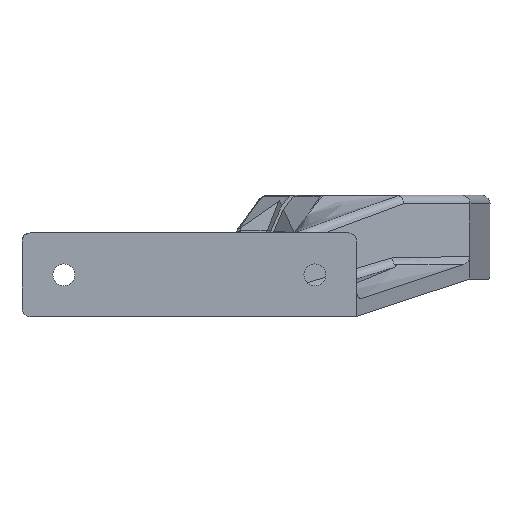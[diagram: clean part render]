
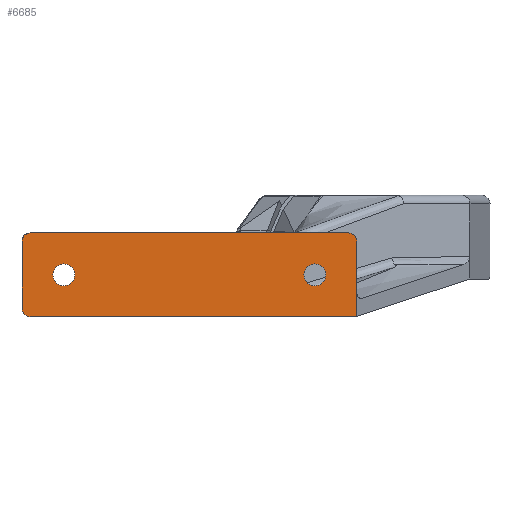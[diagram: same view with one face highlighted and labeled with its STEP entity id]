
A CAD part, left-side view. The second image highlights one B-rep face of the part: STEP entity #6685.
In plain terms, the highlighted planar face has unit normal (-1, 0, 0).
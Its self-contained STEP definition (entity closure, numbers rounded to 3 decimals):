
#50 = ORIENTED_EDGE ( 'NONE', *, *, #2005, .T. ) ;
#62 = DIRECTION ( 'NONE',  ( 0., 0., -1. ) ) ;
#155 = EDGE_CURVE ( 'NONE', #3605, #5489, #6321, .T. ) ;
#163 = CARTESIAN_POINT ( 'NONE',  ( -73.05, 12.05, -19. ) ) ;
#253 = DIRECTION ( 'NONE',  ( 0., -1., 0. ) ) ;
#311 = CARTESIAN_POINT ( 'NONE',  ( -73.05, 80.05, -29. ) ) ;
#319 = CARTESIAN_POINT ( 'NONE',  ( -73.05, 82.05, -27. ) ) ;
#382 = DIRECTION ( 'NONE',  ( 0., -1., 0. ) ) ;
#519 = EDGE_CURVE ( 'NONE', #5478, #6074, #1551, .T. ) ;
#564 = CIRCLE ( 'NONE', #909, 2.6 ) ;
#643 = DIRECTION ( 'NONE',  ( 0., -1., 0. ) ) ;
#862 = LINE ( 'NONE', #2453, #2281 ) ;
#909 = AXIS2_PLACEMENT_3D ( 'NONE', #163, #4459, #253 ) ;
#1003 = VECTOR ( 'NONE', #2475, 1000. ) ;
#1024 = AXIS2_PLACEMENT_3D ( 'NONE', #6039, #4835, #7821 ) ;
#1038 = PLANE ( 'NONE',  #6793 ) ;
#1221 = FACE_BOUND ( 'NONE', #5800, .T. ) ;
#1531 = CIRCLE ( 'NONE', #6863, 2. ) ;
#1551 = CIRCLE ( 'NONE', #2032, 2.6 ) ;
#1587 = EDGE_LOOP ( 'NONE', ( #4971, #2493, #2720, #7939, #50, #3902, #5664 ) ) ;
#1650 = CARTESIAN_POINT ( 'NONE',  ( -73.05, 0., 0. ) ) ;
#1658 = CARTESIAN_POINT ( 'NONE',  ( -73.05, 80.05, -11. ) ) ;
#2005 = EDGE_CURVE ( 'NONE', #5655, #5885, #1531, .T. ) ;
#2032 = AXIS2_PLACEMENT_3D ( 'NONE', #7605, #4615, #382 ) ;
#2085 = ORIENTED_EDGE ( 'NONE', *, *, #6924, .F. ) ;
#2114 = CARTESIAN_POINT ( 'NONE',  ( -73.05, 82.05, -11. ) ) ;
#2216 = EDGE_CURVE ( 'NONE', #5489, #3755, #4850, .T. ) ;
#2256 = CARTESIAN_POINT ( 'NONE',  ( -73.05, 74.65, -19. ) ) ;
#2261 = DIRECTION ( 'NONE',  ( 0., 1., 0. ) ) ;
#2281 = VECTOR ( 'NONE', #2353, 1000. ) ;
#2306 = EDGE_CURVE ( 'NONE', #3821, #2894, #6870, .T. ) ;
#2353 = DIRECTION ( 'NONE',  ( 0., 0., 1. ) ) ;
#2379 = CARTESIAN_POINT ( 'NONE',  ( -73.05, 72.05, -19. ) ) ;
#2453 = CARTESIAN_POINT ( 'NONE',  ( -73.05, 2.05, -29. ) ) ;
#2475 = DIRECTION ( 'NONE',  ( 0., 1., 0. ) ) ;
#2493 = ORIENTED_EDGE ( 'NONE', *, *, #2216, .T. ) ;
#2660 = CARTESIAN_POINT ( 'NONE',  ( -73.05, 2.05, -11. ) ) ;
#2720 = ORIENTED_EDGE ( 'NONE', *, *, #6971, .T. ) ;
#2741 = DIRECTION ( 'NONE',  ( -1., 0., 0. ) ) ;
#2781 = FACE_BOUND ( 'NONE', #4087, .T. ) ;
#2814 = CARTESIAN_POINT ( 'NONE',  ( -73.05, 4.05, -9. ) ) ;
#2891 = AXIS2_PLACEMENT_3D ( 'NONE', #2379, #4317, #643 ) ;
#2894 = VERTEX_POINT ( 'NONE', #7736 ) ;
#3165 = CARTESIAN_POINT ( 'NONE',  ( -73.05, 2.05, -29. ) ) ;
#3222 = CARTESIAN_POINT ( 'NONE',  ( -73.05, 82.05, -29. ) ) ;
#3270 = FACE_OUTER_BOUND ( 'NONE', #1587, .T. ) ;
#3302 = DIRECTION ( 'NONE',  ( -1., 0., 0. ) ) ;
#3355 = CARTESIAN_POINT ( 'NONE',  ( -73.05, 14.65, -19. ) ) ;
#3362 = DIRECTION ( 'NONE',  ( 0., 1., 0. ) ) ;
#3605 = VERTEX_POINT ( 'NONE', #2114 ) ;
#3626 = VECTOR ( 'NONE', #6303, 1000. ) ;
#3678 = CIRCLE ( 'NONE', #2891, 2.6 ) ;
#3740 = CARTESIAN_POINT ( 'NONE',  ( -73.05, 82.05, -9. ) ) ;
#3755 = VERTEX_POINT ( 'NONE', #311 ) ;
#3821 = VERTEX_POINT ( 'NONE', #2256 ) ;
#3902 = ORIENTED_EDGE ( 'NONE', *, *, #6006, .T. ) ;
#4001 = AXIS2_PLACEMENT_3D ( 'NONE', #7088, #4611, #6509 ) ;
#4087 = EDGE_LOOP ( 'NONE', ( #7002, #2085 ) ) ;
#4317 = DIRECTION ( 'NONE',  ( -1., 0., 0. ) ) ;
#4459 = DIRECTION ( 'NONE',  ( -1., 0., 0. ) ) ;
#4611 = DIRECTION ( 'NONE',  ( -1., 0., 0. ) ) ;
#4615 = DIRECTION ( 'NONE',  ( -1., 0., 0. ) ) ;
#4835 = DIRECTION ( 'NONE',  ( -1., 0., 0. ) ) ;
#4850 = CIRCLE ( 'NONE', #4001, 2. ) ;
#4858 = CARTESIAN_POINT ( 'NONE',  ( -73.05, 80.05, -9. ) ) ;
#4971 = ORIENTED_EDGE ( 'NONE', *, *, #155, .T. ) ;
#4972 = CARTESIAN_POINT ( 'NONE',  ( -73.05, 9.45, -19. ) ) ;
#5478 = VERTEX_POINT ( 'NONE', #3355 ) ;
#5489 = VERTEX_POINT ( 'NONE', #319 ) ;
#5549 = EDGE_CURVE ( 'NONE', #2894, #3821, #3678, .T. ) ;
#5593 = CIRCLE ( 'NONE', #6351, 2. ) ;
#5655 = VERTEX_POINT ( 'NONE', #2660 ) ;
#5664 = ORIENTED_EDGE ( 'NONE', *, *, #6220, .T. ) ;
#5795 = LINE ( 'NONE', #3740, #1003 ) ;
#5800 = EDGE_LOOP ( 'NONE', ( #7676, #6365 ) ) ;
#5885 = VERTEX_POINT ( 'NONE', #2814 ) ;
#5924 = DIRECTION ( 'NONE',  ( 1., 0., 0. ) ) ;
#6006 = EDGE_CURVE ( 'NONE', #5885, #6029, #5795, .T. ) ;
#6029 = VERTEX_POINT ( 'NONE', #4858 ) ;
#6039 = CARTESIAN_POINT ( 'NONE',  ( -73.05, 72.05, -19. ) ) ;
#6074 = VERTEX_POINT ( 'NONE', #4972 ) ;
#6142 = VERTEX_POINT ( 'NONE', #3165 ) ;
#6220 = EDGE_CURVE ( 'NONE', #6029, #3605, #5593, .T. ) ;
#6303 = DIRECTION ( 'NONE',  ( 0., -1., 0. ) ) ;
#6321 = LINE ( 'NONE', #3222, #7734 ) ;
#6351 = AXIS2_PLACEMENT_3D ( 'NONE', #1658, #3302, #7565 ) ;
#6358 = CARTESIAN_POINT ( 'NONE',  ( -73.05, 82.05, -29. ) ) ;
#6365 = ORIENTED_EDGE ( 'NONE', *, *, #5549, .F. ) ;
#6509 = DIRECTION ( 'NONE',  ( 0., 1., 0. ) ) ;
#6685 = ADVANCED_FACE ( 'NONE', ( #3270, #1221, #2781 ), #1038, .F. ) ;
#6793 = AXIS2_PLACEMENT_3D ( 'NONE', #1650, #5924, #2261 ) ;
#6863 = AXIS2_PLACEMENT_3D ( 'NONE', #7629, #2741, #3362 ) ;
#6870 = CIRCLE ( 'NONE', #1024, 2.6 ) ;
#6924 = EDGE_CURVE ( 'NONE', #6074, #5478, #564, .T. ) ;
#6971 = EDGE_CURVE ( 'NONE', #3755, #6142, #7348, .T. ) ;
#7002 = ORIENTED_EDGE ( 'NONE', *, *, #519, .F. ) ;
#7088 = CARTESIAN_POINT ( 'NONE',  ( -73.05, 80.05, -27. ) ) ;
#7348 = LINE ( 'NONE', #6358, #3626 ) ;
#7565 = DIRECTION ( 'NONE',  ( 0., 1., 0. ) ) ;
#7605 = CARTESIAN_POINT ( 'NONE',  ( -73.05, 12.05, -19. ) ) ;
#7629 = CARTESIAN_POINT ( 'NONE',  ( -73.05, 4.05, -11. ) ) ;
#7676 = ORIENTED_EDGE ( 'NONE', *, *, #2306, .F. ) ;
#7734 = VECTOR ( 'NONE', #62, 1000. ) ;
#7736 = CARTESIAN_POINT ( 'NONE',  ( -73.05, 69.45, -19. ) ) ;
#7821 = DIRECTION ( 'NONE',  ( 0., -1., 0. ) ) ;
#7830 = EDGE_CURVE ( 'NONE', #6142, #5655, #862, .T. ) ;
#7939 = ORIENTED_EDGE ( 'NONE', *, *, #7830, .T. ) ;
